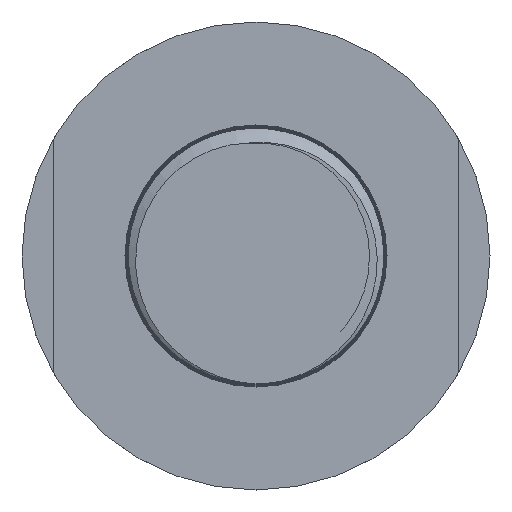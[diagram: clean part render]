
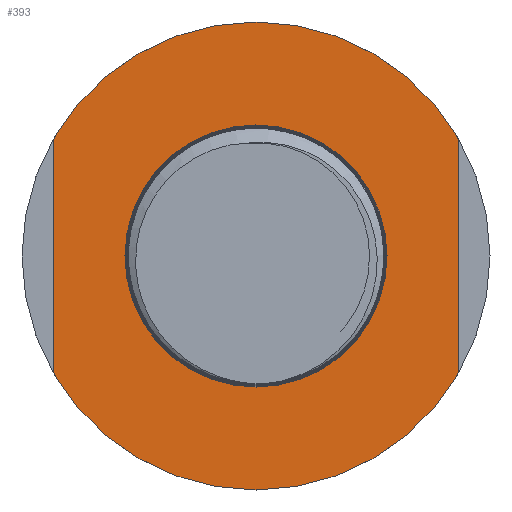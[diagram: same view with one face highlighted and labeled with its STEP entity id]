
A CAD part, front view. The second image highlights one B-rep face of the part: STEP entity #393.
In plain terms, the highlighted planar face has unit normal (0, -1, 0).
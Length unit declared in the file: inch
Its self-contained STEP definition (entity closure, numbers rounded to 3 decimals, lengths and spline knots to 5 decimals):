
#21=LINE('',#5128,#32);
#25=LINE('',#5139,#36);
#32=VECTOR('',#516,0.3937);
#36=VECTOR('',#526,0.3937);
#67=PLANE('',#443);
#81=FACE_BOUND('',#148,.T.);
#108=FACE_OUTER_BOUND('',#147,.T.);
#147=EDGE_LOOP('',(#321,#322,#323,#324));
#148=EDGE_LOOP('',(#325));
#170=CIRCLE('',#441,0.75);
#171=CIRCLE('',#442,0.75);
#172=CIRCLE('',#444,0.42);
#199=VERTEX_POINT('',#5125);
#200=VERTEX_POINT('',#5127);
#203=VERTEX_POINT('',#5136);
#204=VERTEX_POINT('',#5138);
#205=VERTEX_POINT('',#5147);
#238=EDGE_CURVE('',#200,#199,#21,.T.);
#243=EDGE_CURVE('',#204,#203,#25,.T.);
#246=EDGE_CURVE('',#200,#203,#170,.T.);
#247=EDGE_CURVE('',#204,#199,#171,.T.);
#248=EDGE_CURVE('',#205,#205,#172,.T.);
#321=ORIENTED_EDGE('',*,*,#238,.T.);
#322=ORIENTED_EDGE('',*,*,#247,.F.);
#323=ORIENTED_EDGE('',*,*,#243,.T.);
#324=ORIENTED_EDGE('',*,*,#246,.F.);
#325=ORIENTED_EDGE('',*,*,#248,.T.);
#393=ADVANCED_FACE('',(#108,#81),#67,.T.);
#441=AXIS2_PLACEMENT_3D('',#5144,#534,#535);
#442=AXIS2_PLACEMENT_3D('',#5145,#536,#537);
#443=AXIS2_PLACEMENT_3D('',#5146,#538,#539);
#444=AXIS2_PLACEMENT_3D('',#5148,#540,#541);
#516=DIRECTION('',(0.,0.,1.));
#526=DIRECTION('',(0.,0.,-1.));
#534=DIRECTION('center_axis',(0.,1.,0.));
#535=DIRECTION('ref_axis',(0.,0.,-1.));
#536=DIRECTION('center_axis',(0.,1.,0.));
#537=DIRECTION('ref_axis',(0.,0.,-1.));
#538=DIRECTION('center_axis',(0.,-1.,0.));
#539=DIRECTION('ref_axis',(0.,0.,1.));
#540=DIRECTION('center_axis',(0.,1.,0.));
#541=DIRECTION('ref_axis',(0.,0.,-1.));
#5125=CARTESIAN_POINT('',(0.64961,0.,0.37485));
#5127=CARTESIAN_POINT('',(0.64961,0.,-0.37485));
#5128=CARTESIAN_POINT('',(0.64961,0.,-0.10508));
#5136=CARTESIAN_POINT('',(-0.64961,0.,-0.37485));
#5138=CARTESIAN_POINT('',(-0.64961,0.,0.37485));
#5139=CARTESIAN_POINT('',(-0.64961,0.,-0.47992));
#5144=CARTESIAN_POINT('Origin',(0.,0.,
0.));
#5145=CARTESIAN_POINT('Origin',(0.,0.,
0.));
#5146=CARTESIAN_POINT('Origin',(0.,0.,
-0.585));
#5147=CARTESIAN_POINT('',(0.,0.,-0.42));
#5148=CARTESIAN_POINT('Origin',(0.,0.,
0.));
